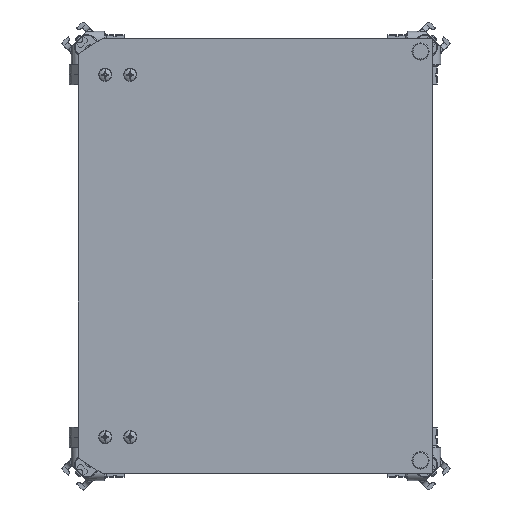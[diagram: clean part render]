
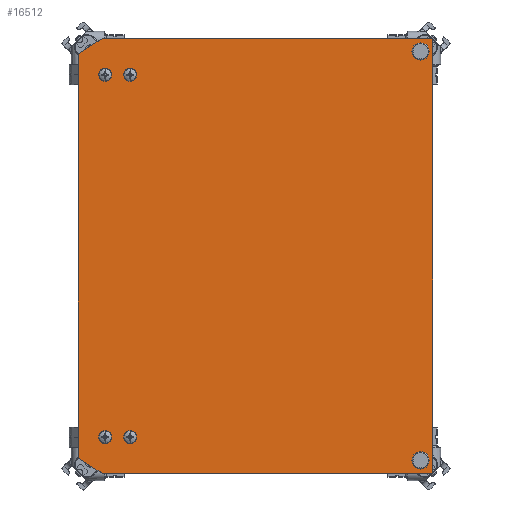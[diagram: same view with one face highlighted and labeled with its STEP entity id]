
A CAD part, top view. The second image highlights one B-rep face of the part: STEP entity #16512.
In plain terms, the highlighted face is planar.
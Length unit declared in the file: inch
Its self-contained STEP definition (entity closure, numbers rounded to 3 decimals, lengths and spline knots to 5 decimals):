
#15945=CARTESIAN_POINT('',(0.075,-5.093,-4.13));
#15946=DIRECTION('',(1.,0.,0.));
#15947=DIRECTION('',(0.,0.,-1.));
#15948=AXIS2_PLACEMENT_3D('',#15945,#15946,#15947);
#15950=DIRECTION('',(0.,-1.,0.));
#15951=VECTOR('',#15950,0.06);
#15952=CARTESIAN_POINT('',(0.075,-5.093,-4.005));
#15953=LINE('',#15952,#15951);
#15954=CARTESIAN_POINT('',(0.075,-5.153,-4.13));
#15955=DIRECTION('',(1.,0.,0.));
#15956=DIRECTION('',(0.,0.,1.));
#15957=AXIS2_PLACEMENT_3D('',#15954,#15955,#15956);
#15959=DIRECTION('',(0.,1.,0.));
#15960=VECTOR('',#15959,0.06);
#15961=CARTESIAN_POINT('',(0.075,-5.153,-4.255));
#15962=LINE('',#15961,#15960);
#15963=CARTESIAN_POINT('',(0.075,5.153,-4.13));
#15964=DIRECTION('',(1.,0.,0.));
#15965=DIRECTION('',(0.,0.,-1.));
#15966=AXIS2_PLACEMENT_3D('',#15963,#15964,#15965);
#15968=DIRECTION('',(0.,-1.,0.));
#15969=VECTOR('',#15968,0.06);
#15970=CARTESIAN_POINT('',(0.075,5.153,-4.005));
#15971=LINE('',#15970,#15969);
#15972=CARTESIAN_POINT('',(0.075,5.093,-4.13));
#15973=DIRECTION('',(1.,0.,0.));
#15974=DIRECTION('',(0.,0.,1.));
#15975=AXIS2_PLACEMENT_3D('',#15972,#15973,#15974);
#15977=DIRECTION('',(0.,1.,0.));
#15978=VECTOR('',#15977,0.06);
#15979=CARTESIAN_POINT('',(0.075,5.093,-4.255));
#15980=LINE('',#15979,#15978);
#15981=DIRECTION('',(0.,1.,0.));
#15982=VECTOR('',#15981,0.047);
#15983=CARTESIAN_POINT('',(0.075,-4.5499,3.663));
#15984=LINE('',#15983,#15982);
#15985=CARTESIAN_POINT('',(0.075,-4.5029,3.765));
#15986=DIRECTION('',(1.,0.,0.));
#15987=DIRECTION('',(0.,0.,-1.));
#15988=AXIS2_PLACEMENT_3D('',#15985,#15986,#15987);
#15990=DIRECTION('',(0.,-1.,0.));
#15991=VECTOR('',#15990,0.047);
#15992=CARTESIAN_POINT('',(0.075,-4.5029,3.867));
#15993=LINE('',#15992,#15991);
#15994=CARTESIAN_POINT('',(0.075,-4.5499,3.765));
#15995=DIRECTION('',(1.,0.,0.));
#15996=DIRECTION('',(0.,0.,1.));
#15997=AXIS2_PLACEMENT_3D('',#15994,#15995,#15996);
#15999=DIRECTION('',(0.,1.,0.));
#16000=VECTOR('',#15999,0.047);
#16001=CARTESIAN_POINT('',(0.075,-4.5499,3.038));
#16002=LINE('',#16001,#16000);
#16003=CARTESIAN_POINT('',(0.075,-4.5029,3.14));
#16004=DIRECTION('',(1.,0.,0.));
#16005=DIRECTION('',(0.,0.,-1.));
#16006=AXIS2_PLACEMENT_3D('',#16003,#16004,#16005);
#16008=DIRECTION('',(0.,-1.,0.));
#16009=VECTOR('',#16008,0.047);
#16010=CARTESIAN_POINT('',(0.075,-4.5029,3.242));
#16011=LINE('',#16010,#16009);
#16012=CARTESIAN_POINT('',(0.075,-4.5499,3.14));
#16013=DIRECTION('',(1.,0.,0.));
#16014=DIRECTION('',(0.,0.,1.));
#16015=AXIS2_PLACEMENT_3D('',#16012,#16013,#16014);
#16017=DIRECTION('',(0.,1.,0.));
#16018=VECTOR('',#16017,0.047);
#16019=CARTESIAN_POINT('',(0.075,4.5039,3.663));
#16020=LINE('',#16019,#16018);
#16021=CARTESIAN_POINT('',(0.075,4.5509,3.765));
#16022=DIRECTION('',(1.,0.,0.));
#16023=DIRECTION('',(0.,0.,-1.));
#16024=AXIS2_PLACEMENT_3D('',#16021,#16022,#16023);
#16026=DIRECTION('',(0.,-1.,0.));
#16027=VECTOR('',#16026,0.047);
#16028=CARTESIAN_POINT('',(0.075,4.5509,3.867));
#16029=LINE('',#16028,#16027);
#16030=CARTESIAN_POINT('',(0.075,4.5039,3.765));
#16031=DIRECTION('',(1.,0.,0.));
#16032=DIRECTION('',(0.,0.,1.));
#16033=AXIS2_PLACEMENT_3D('',#16030,#16031,#16032);
#16035=DIRECTION('',(0.,1.,0.));
#16036=VECTOR('',#16035,0.047);
#16037=CARTESIAN_POINT('',(0.075,4.5039,3.038));
#16038=LINE('',#16037,#16036);
#16039=CARTESIAN_POINT('',(0.075,4.5509,3.14));
#16040=DIRECTION('',(1.,0.,0.));
#16041=DIRECTION('',(0.,0.,-1.));
#16042=AXIS2_PLACEMENT_3D('',#16039,#16040,#16041);
#16044=DIRECTION('',(0.,-1.,0.));
#16045=VECTOR('',#16044,0.047);
#16046=CARTESIAN_POINT('',(0.075,4.5509,3.242));
#16047=LINE('',#16046,#16045);
#16048=CARTESIAN_POINT('',(0.075,4.5039,3.14));
#16049=DIRECTION('',(1.,0.,0.));
#16050=DIRECTION('',(0.,0.,1.));
#16051=AXIS2_PLACEMENT_3D('',#16048,#16049,#16050);
#16053=DIRECTION('',(0.,-0.535,0.845));
#16054=VECTOR('',#16053,0.71021);
#16055=CARTESIAN_POINT('',(0.075,5.44,3.84));
#16056=LINE('',#16055,#16054);
#16057=DIRECTION('',(0.,0.,1.));
#16058=VECTOR('',#16057,8.28);
#16059=CARTESIAN_POINT('',(0.075,5.44,-4.44));
#16060=LINE('',#16059,#16058);
#16061=DIRECTION('',(0.,1.,0.));
#16062=VECTOR('',#16061,10.88);
#16063=CARTESIAN_POINT('',(0.075,-5.44,-4.44));
#16064=LINE('',#16063,#16062);
#16065=DIRECTION('',(0.,0.,-1.));
#16066=VECTOR('',#16065,8.28);
#16067=CARTESIAN_POINT('',(0.075,-5.44,3.84));
#16068=LINE('',#16067,#16066);
#16069=DIRECTION('',(0.,-0.535,-0.845));
#16070=VECTOR('',#16069,0.71021);
#16071=CARTESIAN_POINT('',(0.075,-5.06,4.44));
#16072=LINE('',#16071,#16070);
#16073=DIRECTION('',(0.,-1.,0.));
#16074=VECTOR('',#16073,10.12);
#16075=CARTESIAN_POINT('',(0.075,5.06,4.44));
#16076=LINE('',#16075,#16074);
#16185=CARTESIAN_POINT('',(0.075,-5.44,-4.44));
#16186=CARTESIAN_POINT('',(0.075,5.44,-4.44));
#16187=VERTEX_POINT('',#16185);
#16188=VERTEX_POINT('',#16186);
#16205=CARTESIAN_POINT('',(0.075,-5.093,-4.255));
#16206=CARTESIAN_POINT('',(0.075,-5.093,-4.005));
#16207=VERTEX_POINT('',#16205);
#16208=VERTEX_POINT('',#16206);
#16209=CARTESIAN_POINT('',(0.075,-5.153,-4.005));
#16210=VERTEX_POINT('',#16209);
#16211=CARTESIAN_POINT('',(0.075,-5.153,-4.255));
#16212=VERTEX_POINT('',#16211);
#16213=CARTESIAN_POINT('',(0.075,5.153,-4.255));
#16214=CARTESIAN_POINT('',(0.075,5.153,-4.005));
#16215=VERTEX_POINT('',#16213);
#16216=VERTEX_POINT('',#16214);
#16217=CARTESIAN_POINT('',(0.075,5.093,-4.005));
#16218=VERTEX_POINT('',#16217);
#16219=CARTESIAN_POINT('',(0.075,5.093,-4.255));
#16220=VERTEX_POINT('',#16219);
#16237=CARTESIAN_POINT('',(0.075,-4.5499,3.663));
#16238=CARTESIAN_POINT('',(0.075,-4.5029,3.663));
#16239=VERTEX_POINT('',#16237);
#16240=VERTEX_POINT('',#16238);
#16241=CARTESIAN_POINT('',(0.075,-4.5029,3.867));
#16242=VERTEX_POINT('',#16241);
#16243=CARTESIAN_POINT('',(0.075,-4.5499,3.867));
#16244=VERTEX_POINT('',#16243);
#16245=CARTESIAN_POINT('',(0.075,-4.5499,3.038));
#16246=CARTESIAN_POINT('',(0.075,-4.5029,3.038));
#16247=VERTEX_POINT('',#16245);
#16248=VERTEX_POINT('',#16246);
#16249=CARTESIAN_POINT('',(0.075,-4.5029,3.242));
#16250=VERTEX_POINT('',#16249);
#16251=CARTESIAN_POINT('',(0.075,-4.5499,3.242));
#16252=VERTEX_POINT('',#16251);
#16269=CARTESIAN_POINT('',(0.075,4.5039,3.663));
#16270=CARTESIAN_POINT('',(0.075,4.5509,3.663));
#16271=VERTEX_POINT('',#16269);
#16272=VERTEX_POINT('',#16270);
#16273=CARTESIAN_POINT('',(0.075,4.5509,3.867));
#16274=VERTEX_POINT('',#16273);
#16275=CARTESIAN_POINT('',(0.075,4.5039,3.867));
#16276=VERTEX_POINT('',#16275);
#16277=CARTESIAN_POINT('',(0.075,4.5039,3.038));
#16278=CARTESIAN_POINT('',(0.075,4.5509,3.038));
#16279=VERTEX_POINT('',#16277);
#16280=VERTEX_POINT('',#16278);
#16281=CARTESIAN_POINT('',(0.075,4.5509,3.242));
#16282=VERTEX_POINT('',#16281);
#16283=CARTESIAN_POINT('',(0.075,4.5039,3.242));
#16284=VERTEX_POINT('',#16283);
#16289=CARTESIAN_POINT('',(0.075,5.44,3.84));
#16290=VERTEX_POINT('',#16289);
#16291=CARTESIAN_POINT('',(0.075,5.06,4.44));
#16292=VERTEX_POINT('',#16291);
#16297=CARTESIAN_POINT('',(0.075,-5.06,4.44));
#16298=VERTEX_POINT('',#16297);
#16299=CARTESIAN_POINT('',(0.075,-5.44,3.84));
#16300=VERTEX_POINT('',#16299);
#16437=CARTESIAN_POINT('',(0.075,0.,0.));
#16438=DIRECTION('',(1.,0.,0.));
#16439=DIRECTION('',(0.,0.,-1.));
#16440=AXIS2_PLACEMENT_3D('',#16437,#16438,#16439);
#16441=PLANE('',#16440);
#16443=ORIENTED_EDGE('',*,*,#16442,.F.);
#16445=ORIENTED_EDGE('',*,*,#16444,.F.);
#16447=ORIENTED_EDGE('',*,*,#16446,.F.);
#16449=ORIENTED_EDGE('',*,*,#16448,.F.);
#16451=ORIENTED_EDGE('',*,*,#16450,.F.);
#16453=ORIENTED_EDGE('',*,*,#16452,.F.);
#16454=EDGE_LOOP('',(#16443,#16445,#16447,#16449,#16451,#16453));
#16455=FACE_OUTER_BOUND('',#16454,.F.);
#16457=ORIENTED_EDGE('',*,*,#16456,.T.);
#16459=ORIENTED_EDGE('',*,*,#16458,.T.);
#16461=ORIENTED_EDGE('',*,*,#16460,.T.);
#16463=ORIENTED_EDGE('',*,*,#16462,.T.);
#16464=EDGE_LOOP('',(#16457,#16459,#16461,#16463));
#16465=FACE_BOUND('',#16464,.F.);
#16467=ORIENTED_EDGE('',*,*,#16466,.T.);
#16469=ORIENTED_EDGE('',*,*,#16468,.T.);
#16471=ORIENTED_EDGE('',*,*,#16470,.T.);
#16473=ORIENTED_EDGE('',*,*,#16472,.T.);
#16474=EDGE_LOOP('',(#16467,#16469,#16471,#16473));
#16475=FACE_BOUND('',#16474,.F.);
#16477=ORIENTED_EDGE('',*,*,#16476,.T.);
#16479=ORIENTED_EDGE('',*,*,#16478,.T.);
#16481=ORIENTED_EDGE('',*,*,#16480,.T.);
#16483=ORIENTED_EDGE('',*,*,#16482,.T.);
#16484=EDGE_LOOP('',(#16477,#16479,#16481,#16483));
#16485=FACE_BOUND('',#16484,.F.);
#16487=ORIENTED_EDGE('',*,*,#16486,.T.);
#16489=ORIENTED_EDGE('',*,*,#16488,.T.);
#16491=ORIENTED_EDGE('',*,*,#16490,.T.);
#16493=ORIENTED_EDGE('',*,*,#16492,.T.);
#16494=EDGE_LOOP('',(#16487,#16489,#16491,#16493));
#16495=FACE_BOUND('',#16494,.F.);
#16497=ORIENTED_EDGE('',*,*,#16496,.T.);
#16499=ORIENTED_EDGE('',*,*,#16498,.T.);
#16501=ORIENTED_EDGE('',*,*,#16500,.T.);
#16503=ORIENTED_EDGE('',*,*,#16502,.T.);
#16504=EDGE_LOOP('',(#16497,#16499,#16501,#16503));
#16505=FACE_BOUND('',#16504,.F.);
#16506=ORIENTED_EDGE('',*,*,#16389,.T.);
#16507=ORIENTED_EDGE('',*,*,#16404,.T.);
#16508=ORIENTED_EDGE('',*,*,#16418,.T.);
#16509=ORIENTED_EDGE('',*,*,#16431,.T.);
#16510=EDGE_LOOP('',(#16506,#16507,#16508,#16509));
#16511=FACE_BOUND('',#16510,.F.);
#16512=ADVANCED_FACE('',(#16455,#16465,#16475,#16485,#16495,#16505,#16511),
#16441,.T.);
#15949=CIRCLE('',#15948,0.125);
#15958=CIRCLE('',#15957,0.125);
#15967=CIRCLE('',#15966,0.125);
#15976=CIRCLE('',#15975,0.125);
#15989=CIRCLE('',#15988,0.102);
#15998=CIRCLE('',#15997,0.102);
#16007=CIRCLE('',#16006,0.102);
#16016=CIRCLE('',#16015,0.102);
#16025=CIRCLE('',#16024,0.102);
#16034=CIRCLE('',#16033,0.102);
#16043=CIRCLE('',#16042,0.102);
#16052=CIRCLE('',#16051,0.102);
#16389=EDGE_CURVE('',#16207,#16208,#15949,.T.);
#16404=EDGE_CURVE('',#16208,#16210,#15953,.T.);
#16418=EDGE_CURVE('',#16210,#16212,#15958,.T.);
#16431=EDGE_CURVE('',#16212,#16207,#15962,.T.);
#16442=EDGE_CURVE('',#16290,#16292,#16056,.T.);
#16444=EDGE_CURVE('',#16188,#16290,#16060,.T.);
#16446=EDGE_CURVE('',#16187,#16188,#16064,.T.);
#16448=EDGE_CURVE('',#16300,#16187,#16068,.T.);
#16450=EDGE_CURVE('',#16298,#16300,#16072,.T.);
#16452=EDGE_CURVE('',#16292,#16298,#16076,.T.);
#16456=EDGE_CURVE('',#16215,#16216,#15967,.T.);
#16458=EDGE_CURVE('',#16216,#16218,#15971,.T.);
#16460=EDGE_CURVE('',#16218,#16220,#15976,.T.);
#16462=EDGE_CURVE('',#16220,#16215,#15980,.T.);
#16466=EDGE_CURVE('',#16239,#16240,#15984,.T.);
#16468=EDGE_CURVE('',#16240,#16242,#15989,.T.);
#16470=EDGE_CURVE('',#16242,#16244,#15993,.T.);
#16472=EDGE_CURVE('',#16244,#16239,#15998,.T.);
#16476=EDGE_CURVE('',#16247,#16248,#16002,.T.);
#16478=EDGE_CURVE('',#16248,#16250,#16007,.T.);
#16480=EDGE_CURVE('',#16250,#16252,#16011,.T.);
#16482=EDGE_CURVE('',#16252,#16247,#16016,.T.);
#16486=EDGE_CURVE('',#16271,#16272,#16020,.T.);
#16488=EDGE_CURVE('',#16272,#16274,#16025,.T.);
#16490=EDGE_CURVE('',#16274,#16276,#16029,.T.);
#16492=EDGE_CURVE('',#16276,#16271,#16034,.T.);
#16496=EDGE_CURVE('',#16279,#16280,#16038,.T.);
#16498=EDGE_CURVE('',#16280,#16282,#16043,.T.);
#16500=EDGE_CURVE('',#16282,#16284,#16047,.T.);
#16502=EDGE_CURVE('',#16284,#16279,#16052,.T.);
